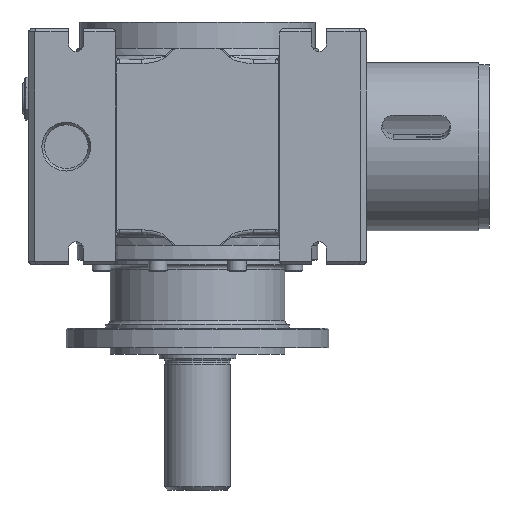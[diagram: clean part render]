
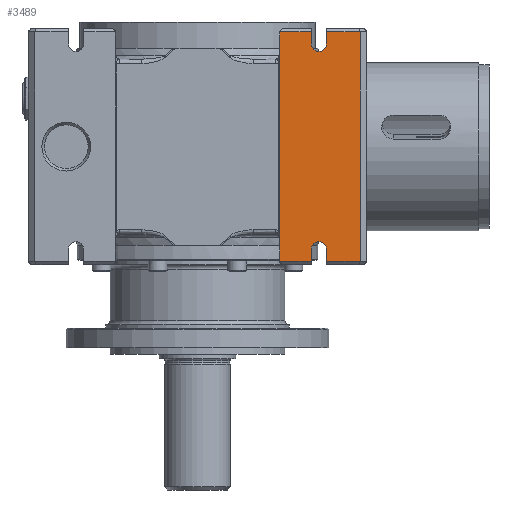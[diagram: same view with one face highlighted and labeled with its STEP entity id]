
A CAD part, front view. The second image highlights one B-rep face of the part: STEP entity #3489.
In plain terms, the highlighted planar face has unit normal (0, -1, 0).
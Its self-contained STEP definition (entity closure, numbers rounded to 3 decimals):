
#3489 = ADVANCED_FACE( '', ( #7651 ), #7652, .T. );
#7651 = FACE_OUTER_BOUND( '', #14645, .T. );
#7652 = PLANE( '', #14646 );
#14645 = EDGE_LOOP( '', ( #24342, #24343, #24344, #24345, #24346, #24347, #24348, #24349, #24350, #24351, #24352, #24353, #24354, #24355, #24356, #24357 ) );
#14646 = AXIS2_PLACEMENT_3D( '', #24358, #24359, #24360 );
#24342 = ORIENTED_EDGE( '', *, *, #30189, .T. );
#24343 = ORIENTED_EDGE( '', *, *, #26977, .F. );
#24344 = ORIENTED_EDGE( '', *, *, #28253, .T. );
#24345 = ORIENTED_EDGE( '', *, *, #30190, .F. );
#24346 = ORIENTED_EDGE( '', *, *, #29949, .F. );
#24347 = ORIENTED_EDGE( '', *, *, #30191, .F. );
#24348 = ORIENTED_EDGE( '', *, *, #27566, .T. );
#24349 = ORIENTED_EDGE( '', *, *, #27627, .F. );
#24350 = ORIENTED_EDGE( '', *, *, #29005, .F. );
#24351 = ORIENTED_EDGE( '', *, *, #29178, .T. );
#24352 = ORIENTED_EDGE( '', *, *, #28301, .T. );
#24353 = ORIENTED_EDGE( '', *, *, #27782, .T. );
#24354 = ORIENTED_EDGE( '', *, *, #27955, .F. );
#24355 = ORIENTED_EDGE( '', *, *, #28316, .T. );
#24356 = ORIENTED_EDGE( '', *, *, #27094, .F. );
#24357 = ORIENTED_EDGE( '', *, *, #29830, .T. );
#24358 = CARTESIAN_POINT( '', ( 677.897, 177.994, -40. ) );
#24359 = DIRECTION( '', ( 0., -1., 0. ) );
#24360 = DIRECTION( '', ( 0., 0., -1. ) );
#26977 = EDGE_CURVE( '', #31440, #31442, #31443, .T. );
#27094 = EDGE_CURVE( '', #31642, #31644, #31645, .T. );
#27566 = EDGE_CURVE( '', #32409, #32414, #32416, .T. );
#27627 = EDGE_CURVE( '', #32513, #32414, #32515, .T. );
#27782 = EDGE_CURVE( '', #32763, #32761, #32764, .T. );
#27955 = EDGE_CURVE( '', #33039, #32761, #33041, .T. );
#28253 = EDGE_CURVE( '', #31440, #33510, #33512, .T. );
#28301 = EDGE_CURVE( '', #33579, #32763, #33580, .T. );
#28316 = EDGE_CURVE( '', #33039, #31644, #33602, .T. );
#29005 = EDGE_CURVE( '', #34609, #32513, #34610, .T. );
#29178 = EDGE_CURVE( '', #34609, #33579, #34836, .T. );
#29830 = EDGE_CURVE( '', #31642, #35685, #35687, .T. );
#29949 = EDGE_CURVE( '', #35827, #35829, #35830, .T. );
#30189 = EDGE_CURVE( '', #35685, #31442, #36115, .T. );
#30190 = EDGE_CURVE( '', #35829, #33510, #36116, .T. );
#30191 = EDGE_CURVE( '', #32409, #35827, #36117, .T. );
#31440 = VERTEX_POINT( '', #40242 );
#31442 = VERTEX_POINT( '', #40244 );
#31443 = CIRCLE( '', #40245, 2. );
#31642 = VERTEX_POINT( '', #40592 );
#31644 = VERTEX_POINT( '', #40595 );
#31645 = LINE( '', #40596, #40597 );
#32409 = VERTEX_POINT( '', #43020 );
#32414 = VERTEX_POINT( '', #43027 );
#32416 = LINE( '', #43030, #43031 );
#32513 = VERTEX_POINT( '', #43534 );
#32515 = LINE( '', #43537, #43538 );
#32761 = VERTEX_POINT( '', #44180 );
#32763 = VERTEX_POINT( '', #44183 );
#32764 = LINE( '', #44184, #44185 );
#33039 = VERTEX_POINT( '', #45064 );
#33041 = LINE( '', #45066, #45067 );
#33510 = VERTEX_POINT( '', #46101 );
#33512 = LINE( '', #46104, #46105 );
#33579 = VERTEX_POINT( '', #46232 );
#33580 = CIRCLE( '', #46233, 3.5 );
#33602 = CIRCLE( '', #46302, 2. );
#34609 = VERTEX_POINT( '', #50117 );
#34610 = LINE( '', #50118, #50119 );
#34836 = LINE( '', #50818, #50819 );
#35685 = VERTEX_POINT( '', #53708 );
#35687 = LINE( '', #53710, #53711 );
#35827 = VERTEX_POINT( '', #54308 );
#35829 = VERTEX_POINT( '', #54311 );
#35830 = CIRCLE( '', #54312, 3.5 );
#36115 = LINE( '', #55280, #55281 );
#36116 = LINE( '', #55282, #55283 );
#36117 = LINE( '', #55284, #55285 );
#40242 = CARTESIAN_POINT( '', ( 677.961, 177.994, -52.5 ) );
#40244 = CARTESIAN_POINT( '', ( 677.897, 177.994, -52. ) );
#40245 = AXIS2_PLACEMENT_3D( '', #56753, #56754, #56755 );
#40592 = CARTESIAN_POINT( '', ( 677.897, 177.994, 42. ) );
#40595 = CARTESIAN_POINT( '', ( 677.897, 177.994, 52. ) );
#40596 = CARTESIAN_POINT( '', ( 677.897, 177.994, 0. ) );
#40597 = VECTOR( '', #56917, 1000. );
#43020 = CARTESIAN_POINT( '', ( 699.397, 177.994, -52.5 ) );
#43027 = CARTESIAN_POINT( '', ( 714.897, 177.994, -52.5 ) );
#43030 = CARTESIAN_POINT( '', ( 0., 177.994, -52.5 ) );
#43031 = VECTOR( '', #57524, 1000. );
#43534 = CARTESIAN_POINT( '', ( 714.897, 177.994, 52.5 ) );
#43537 = CARTESIAN_POINT( '', ( 714.897, 177.994, 0. ) );
#43538 = VECTOR( '', #57596, 1000. );
#44180 = CARTESIAN_POINT( '', ( 692.397, 177.994, 52.5 ) );
#44183 = CARTESIAN_POINT( '', ( 692.397, 177.994, 47. ) );
#44184 = CARTESIAN_POINT( '', ( 692.397, 177.994, 0. ) );
#44185 = VECTOR( '', #57822, 1000. );
#45064 = CARTESIAN_POINT( '', ( 677.961, 177.994, 52.5 ) );
#45066 = CARTESIAN_POINT( '', ( 0., 177.994, 52.5 ) );
#45067 = VECTOR( '', #58027, 1000. );
#46101 = CARTESIAN_POINT( '', ( 692.397, 177.994, -52.5 ) );
#46104 = CARTESIAN_POINT( '', ( 0., 177.994, -52.5 ) );
#46105 = VECTOR( '', #58442, 1000. );
#46232 = CARTESIAN_POINT( '', ( 699.397, 177.994, 47. ) );
#46233 = AXIS2_PLACEMENT_3D( '', #58500, #58501, #58502 );
#46302 = AXIS2_PLACEMENT_3D( '', #58520, #58521, #58522 );
#50117 = CARTESIAN_POINT( '', ( 699.397, 177.994, 52.5 ) );
#50118 = CARTESIAN_POINT( '', ( 0., 177.994, 52.5 ) );
#50119 = VECTOR( '', #59368, 1000. );
#50818 = CARTESIAN_POINT( '', ( 699.397, 177.994, 0. ) );
#50819 = VECTOR( '', #59610, 1000. );
#53708 = CARTESIAN_POINT( '', ( 677.897, 177.994, -42. ) );
#53710 = CARTESIAN_POINT( '', ( 677.897, 177.994, 0. ) );
#53711 = VECTOR( '', #60288, 1000. );
#54308 = CARTESIAN_POINT( '', ( 699.397, 177.994, -47. ) );
#54311 = CARTESIAN_POINT( '', ( 692.397, 177.994, -47. ) );
#54312 = AXIS2_PLACEMENT_3D( '', #60390, #60391, #60392 );
#55280 = CARTESIAN_POINT( '', ( 677.897, 177.994, 0. ) );
#55281 = VECTOR( '', #60591, 1000. );
#55282 = CARTESIAN_POINT( '', ( 692.397, 177.994, 0. ) );
#55283 = VECTOR( '', #60592, 1000. );
#55284 = CARTESIAN_POINT( '', ( 699.397, 177.994, 0. ) );
#55285 = VECTOR( '', #60593, 1000. );
#56753 = CARTESIAN_POINT( '', ( 679.897, 177.994, -52. ) );
#56754 = DIRECTION( '', ( 0., 1., 0. ) );
#56755 = DIRECTION( '', ( 1., 0., 0. ) );
#56917 = DIRECTION( '', ( 0., 0., 1. ) );
#57524 = DIRECTION( '', ( 1., 0., 0. ) );
#57596 = DIRECTION( '', ( 0., 0., -1. ) );
#57822 = DIRECTION( '', ( 0., 0., 1. ) );
#58027 = DIRECTION( '', ( 1., 0., 0. ) );
#58442 = DIRECTION( '', ( 1., 0., 0. ) );
#58500 = CARTESIAN_POINT( '', ( 695.897, 177.994, 47. ) );
#58501 = DIRECTION( '', ( 0., 1., 0. ) );
#58502 = DIRECTION( '', ( 1., 0., 0. ) );
#58520 = CARTESIAN_POINT( '', ( 679.897, 177.994, 52. ) );
#58521 = DIRECTION( '', ( 0., -1., 0. ) );
#58522 = DIRECTION( '', ( 1., 0., 0. ) );
#59368 = DIRECTION( '', ( 1., 0., 0. ) );
#59610 = DIRECTION( '', ( 0., 0., -1. ) );
#60288 = DIRECTION( '', ( 0., 0., -1. ) );
#60390 = CARTESIAN_POINT( '', ( 695.897, 177.994, -47. ) );
#60391 = DIRECTION( '', ( 0., -1., 0. ) );
#60392 = DIRECTION( '', ( 1., 0., 0. ) );
#60591 = DIRECTION( '', ( 0., 0., -1. ) );
#60592 = DIRECTION( '', ( 0., 0., -1. ) );
#60593 = DIRECTION( '', ( 0., 0., 1. ) );
